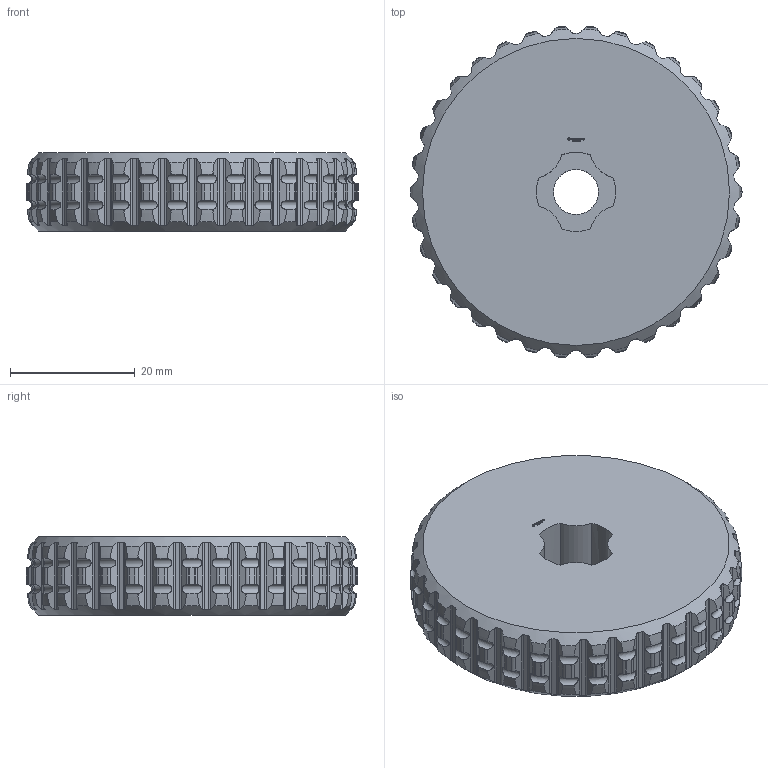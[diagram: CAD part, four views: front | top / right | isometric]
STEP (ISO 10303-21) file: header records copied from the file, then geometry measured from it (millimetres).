
FILE_DESCRIPTION(('FreeCAD Model'),'2;1');
FILE_NAME('Open CASCADE Shape Model','2023-12-20T18:59:35',(''),(''), 'Open CASCADE STEP processor 7.6','FreeCAD','Unknown');
FILE_SCHEMA(('AUTOMOTIVE_DESIGN { 1 0 10303 214 1 1 1 1 }'));
Products named in the file (1): Wheel GND TTRD PLN BU04.25x01.00 - SPN-WHL-0010 (stemfie.org)
Bounding box: 53.12 x 52.98 x 12.5 mm (x, y, z)
Volume: 24749.4 mm3; surface area: 6947 mm2
Topology: 1 solids, 1 shells, 1228 faces, 3537 edges, 2353 vertices
Faces by surface type: plane 423, cylinder 388, cone 155, extrusion 122, revolution 70, torus 70
Full cylindrical faces by diameter (mm): 2 x4, 7.2 x1
Entity records: 129794 total; most frequent: CARTESIAN_POINT 58002, DIRECTION 9220, ORIENTED_EDGE 7074, PCURVE 7074, DEFINITIONAL_REPRESENTATION 7074, VECTOR 5510, LINE 5388, B_SPLINE_CURVE_WITH_KNOTS 4504
